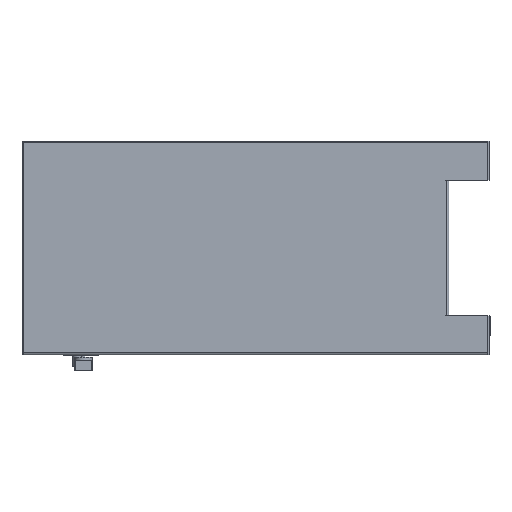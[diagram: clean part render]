
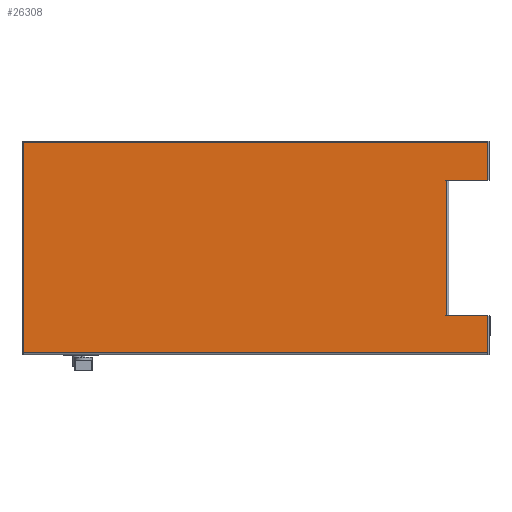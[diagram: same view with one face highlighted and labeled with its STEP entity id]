
A CAD part, left-side view. The second image highlights one B-rep face of the part: STEP entity #26308.
In plain terms, the highlighted planar face has unit normal (-1, 0, 0).
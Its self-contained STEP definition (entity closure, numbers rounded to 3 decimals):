
#445 = VERTEX_POINT ( 'NONE', #4885 ) ;
#1017 = ORIENTED_EDGE ( 'NONE', *, *, #3770, .T. ) ;
#1094 = LINE ( 'NONE', #10341, #19636 ) ;
#1367 = CARTESIAN_POINT ( 'NONE',  ( -275., -600., 447. ) ) ;
#1975 = ORIENTED_EDGE ( 'NONE', *, *, #16826, .F. ) ;
#3478 = CARTESIAN_POINT ( 'NONE',  ( -275., 0., 544. ) ) ;
#3699 = EDGE_LOOP ( 'NONE', ( #27017, #22876, #24779, #16064, #19549, #4909, #5316, #27923, #1017, #1975, #17574, #9878 ) ) ;
#3770 = EDGE_CURVE ( 'NONE', #28745, #26261, #11360, .T. ) ;
#3858 = VECTOR ( 'NONE', #26603, 1000. ) ;
#3988 = LINE ( 'NONE', #6051, #10438 ) ;
#4133 = VECTOR ( 'NONE', #10157, 1000. ) ;
#4251 = VECTOR ( 'NONE', #29500, 1000. ) ;
#4346 = EDGE_CURVE ( 'NONE', #6552, #8687, #1094, .T. ) ;
#4885 = CARTESIAN_POINT ( 'NONE',  ( -275., -494., 446.5 ) ) ;
#4909 = ORIENTED_EDGE ( 'NONE', *, *, #10248, .T. ) ;
#5034 = EDGE_CURVE ( 'NONE', #14219, #7593, #3988, .T. ) ;
#5316 = ORIENTED_EDGE ( 'NONE', *, *, #10884, .F. ) ;
#5391 = LINE ( 'NONE', #11902, #3858 ) ;
#6051 = CARTESIAN_POINT ( 'NONE',  ( -275., 0., 3. ) ) ;
#6227 = VERTEX_POINT ( 'NONE', #19085 ) ;
#6552 = VERTEX_POINT ( 'NONE', #25680 ) ;
#7273 = VECTOR ( 'NONE', #23172, 1000. ) ;
#7568 = VECTOR ( 'NONE', #8243, 1000. ) ;
#7593 = VERTEX_POINT ( 'NONE', #15689 ) ;
#8243 = DIRECTION ( 'NONE',  ( 0., 1., 0. ) ) ;
#8435 = LINE ( 'NONE', #29866, #22428 ) ;
#8687 = VERTEX_POINT ( 'NONE', #9968 ) ;
#9878 = ORIENTED_EDGE ( 'NONE', *, *, #14013, .F. ) ;
#9968 = CARTESIAN_POINT ( 'NONE',  ( -275., -600., 97. ) ) ;
#10060 = LINE ( 'NONE', #11803, #19865 ) ;
#10157 = DIRECTION ( 'NONE',  ( 0., 0., 1. ) ) ;
#10248 = EDGE_CURVE ( 'NONE', #29687, #29209, #23600, .T. ) ;
#10341 = CARTESIAN_POINT ( 'NONE',  ( -275., -600., 97. ) ) ;
#10438 = VECTOR ( 'NONE', #27961, 1000. ) ;
#10544 = DIRECTION ( 'NONE',  ( 0., -1., 0. ) ) ;
#10884 = EDGE_CURVE ( 'NONE', #21114, #29209, #23956, .T. ) ;
#11360 = LINE ( 'NONE', #3478, #7568 ) ;
#11803 = CARTESIAN_POINT ( 'NONE',  ( -275., -492.5, 0. ) ) ;
#11902 = CARTESIAN_POINT ( 'NONE',  ( -275., -600., 0. ) ) ;
#12130 = VECTOR ( 'NONE', #14523, 1000. ) ;
#12264 = EDGE_CURVE ( 'NONE', #30246, #445, #16258, .T. ) ;
#12507 = LINE ( 'NONE', #21281, #19667 ) ;
#12936 = VECTOR ( 'NONE', #14693, 1000. ) ;
#14013 = EDGE_CURVE ( 'NONE', #8687, #7593, #5391, .T. ) ;
#14219 = VERTEX_POINT ( 'NONE', #17781 ) ;
#14523 = DIRECTION ( 'NONE',  ( 0., -1., 0. ) ) ;
#14693 = DIRECTION ( 'NONE',  ( 0., 0., -1. ) ) ;
#15450 = DIRECTION ( 'NONE',  ( 0., 1., 0. ) ) ;
#15689 = CARTESIAN_POINT ( 'NONE',  ( -275., -600., 3. ) ) ;
#16064 = ORIENTED_EDGE ( 'NONE', *, *, #12264, .T. ) ;
#16258 = LINE ( 'NONE', #24670, #4133 ) ;
#16708 = DIRECTION ( 'NONE',  ( 0., 0., 1. ) ) ;
#16826 = EDGE_CURVE ( 'NONE', #14219, #26261, #12507, .T. ) ;
#17041 = CARTESIAN_POINT ( 'NONE',  ( -275., -600., 447. ) ) ;
#17295 = DIRECTION ( 'NONE',  ( -1., 0., 0. ) ) ;
#17400 = LINE ( 'NONE', #19171, #12130 ) ;
#17501 = CARTESIAN_POINT ( 'NONE',  ( -275., 0., 0. ) ) ;
#17574 = ORIENTED_EDGE ( 'NONE', *, *, #5034, .T. ) ;
#17781 = CARTESIAN_POINT ( 'NONE',  ( -275., 597., 3. ) ) ;
#19085 = CARTESIAN_POINT ( 'NONE',  ( -275., -492.5, 97.5 ) ) ;
#19171 = CARTESIAN_POINT ( 'NONE',  ( -275., 0., 97.5 ) ) ;
#19504 = PLANE ( 'NONE',  #27466 ) ;
#19549 = ORIENTED_EDGE ( 'NONE', *, *, #26077, .T. ) ;
#19636 = VECTOR ( 'NONE', #10544, 1000. ) ;
#19667 = VECTOR ( 'NONE', #16708, 1000. ) ;
#19865 = VECTOR ( 'NONE', #31036, 1000. ) ;
#20506 = FACE_OUTER_BOUND ( 'NONE', #3699, .T. ) ;
#21074 = CARTESIAN_POINT ( 'NONE',  ( -275., -492.5, 447. ) ) ;
#21114 = VERTEX_POINT ( 'NONE', #17041 ) ;
#21281 = CARTESIAN_POINT ( 'NONE',  ( -275., 597., 547. ) ) ;
#21641 = LINE ( 'NONE', #22405, #12936 ) ;
#21953 = DIRECTION ( 'NONE',  ( 0., 0., 1. ) ) ;
#22179 = EDGE_CURVE ( 'NONE', #6552, #6227, #10060, .T. ) ;
#22405 = CARTESIAN_POINT ( 'NONE',  ( -275., -600., 0. ) ) ;
#22428 = VECTOR ( 'NONE', #15450, 1000. ) ;
#22876 = ORIENTED_EDGE ( 'NONE', *, *, #22179, .T. ) ;
#23172 = DIRECTION ( 'NONE',  ( 0., 1., 0. ) ) ;
#23600 = LINE ( 'NONE', #26971, #4251 ) ;
#23956 = LINE ( 'NONE', #1367, #7273 ) ;
#24670 = CARTESIAN_POINT ( 'NONE',  ( -275., -494., 97.5 ) ) ;
#24779 = ORIENTED_EDGE ( 'NONE', *, *, #27825, .T. ) ;
#25144 = CARTESIAN_POINT ( 'NONE',  ( -275., -494., 97.5 ) ) ;
#25302 = CARTESIAN_POINT ( 'NONE',  ( -275., -600., 544. ) ) ;
#25680 = CARTESIAN_POINT ( 'NONE',  ( -275., -492.5, 97. ) ) ;
#26077 = EDGE_CURVE ( 'NONE', #445, #29687, #8435, .T. ) ;
#26261 = VERTEX_POINT ( 'NONE', #29181 ) ;
#26308 = ADVANCED_FACE ( 'NONE', ( #20506 ), #19504, .T. ) ;
#26603 = DIRECTION ( 'NONE',  ( 0., 0., -1. ) ) ;
#26711 = EDGE_CURVE ( 'NONE', #28745, #21114, #21641, .T. ) ;
#26971 = CARTESIAN_POINT ( 'NONE',  ( -275., -492.5, 0. ) ) ;
#27017 = ORIENTED_EDGE ( 'NONE', *, *, #4346, .F. ) ;
#27466 = AXIS2_PLACEMENT_3D ( 'NONE', #17501, #17295, #21953 ) ;
#27825 = EDGE_CURVE ( 'NONE', #6227, #30246, #17400, .T. ) ;
#27923 = ORIENTED_EDGE ( 'NONE', *, *, #26711, .F. ) ;
#27961 = DIRECTION ( 'NONE',  ( 0., -1., 0. ) ) ;
#28155 = CARTESIAN_POINT ( 'NONE',  ( -275., -492.5, 446.5 ) ) ;
#28745 = VERTEX_POINT ( 'NONE', #25302 ) ;
#29181 = CARTESIAN_POINT ( 'NONE',  ( -275., 597., 544. ) ) ;
#29209 = VERTEX_POINT ( 'NONE', #21074 ) ;
#29500 = DIRECTION ( 'NONE',  ( 0., 0., 1. ) ) ;
#29687 = VERTEX_POINT ( 'NONE', #28155 ) ;
#29866 = CARTESIAN_POINT ( 'NONE',  ( -275., 0., 446.5 ) ) ;
#30246 = VERTEX_POINT ( 'NONE', #25144 ) ;
#31036 = DIRECTION ( 'NONE',  ( 0., 0., 1. ) ) ;
